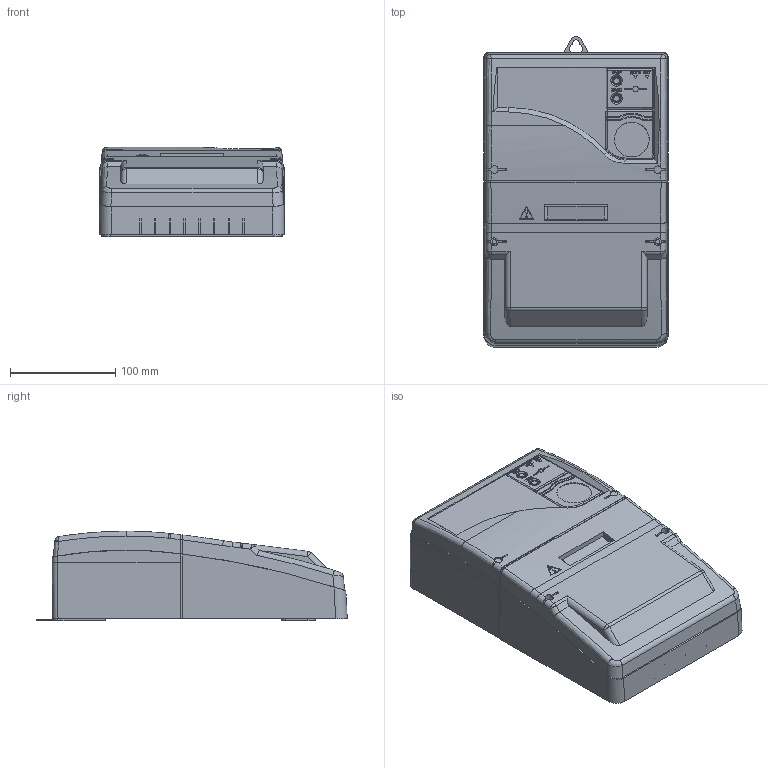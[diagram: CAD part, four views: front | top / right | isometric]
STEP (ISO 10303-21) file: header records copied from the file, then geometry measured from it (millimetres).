
FILE_DESCRIPTION (( 'STEP AP214' ), '1' );
FILE_NAME ('S34.STEP', '2019-12-17T06:00:25', ( '' ), ( '' ), 'SwSTEP 2.0', 'SolidWorks 2018', '' );
FILE_SCHEMA (( 'AUTOMOTIVE_DESIGN' ));
Length unit declared in the file: millimetre
Products named in the file (1): S34
Bounding box: 175 x 294.73 x 85 mm (x, y, z)
Volume: 2884656.4 mm3; surface area: 336160.2 mm2
Topology: 4 solids, 7 shells, 1229 faces, 3413 edges, 2235 vertices
Faces by surface type: plane 878, cylinder 245, bspline 95, cone 11
Entity records: 47906 total; most frequent: CARTESIAN_POINT 18306, ORIENTED_EDGE 6806, DIRECTION 5121, EDGE_CURVE 3403, VERTEX_POINT 2235, LINE 2201, VECTOR 2201, AXIS2_PLACEMENT_3D 1460
